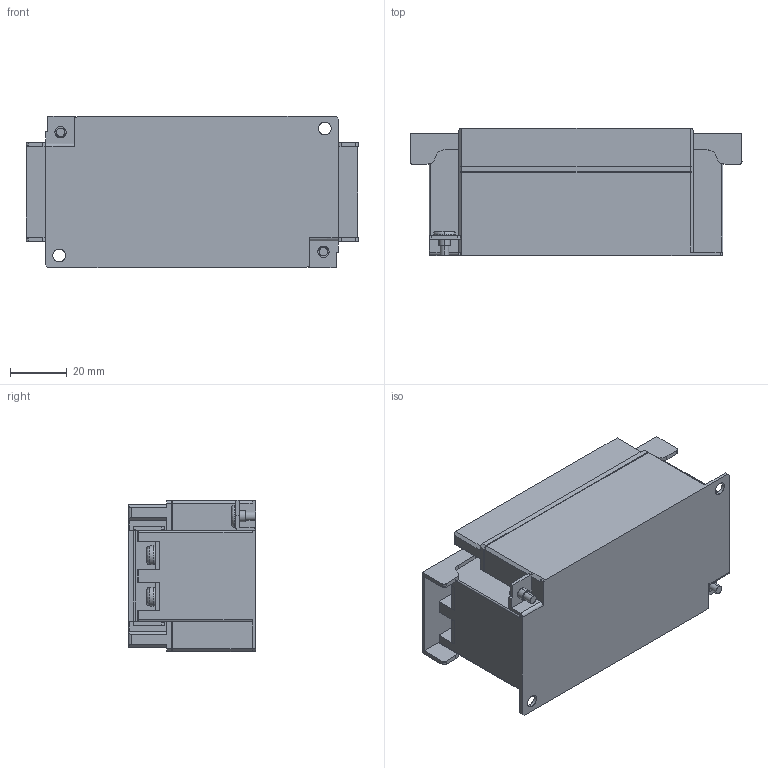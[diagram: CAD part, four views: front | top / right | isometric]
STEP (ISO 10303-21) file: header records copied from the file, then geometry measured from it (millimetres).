
FILE_DESCRIPTION (( 'STEP AP214' ), '1' );
FILE_NAME ('TB1-10A0D0.STEP', '2023-08-24T19:19:38', ( '' ), ( '' ), 'SwSTEP 2.0', 'SolidWorks 2021', '' );
FILE_SCHEMA (( 'AUTOMOTIVE_DESIGN' ));
Length unit declared in the file: millimetre
Products named in the file (1): TB1-10A0D0
Bounding box: 117.5 x 45 x 53.5 mm (x, y, z)
Volume: 207863.3 mm3; surface area: 39686.2 mm2
Topology: 12 solids, 12 shells, 635 faces, 1696 edges, 1111 vertices
Faces by surface type: plane 463, cylinder 113, bspline 51, torus 8
Entity records: 23632 total; most frequent: CARTESIAN_POINT 8213, ORIENTED_EDGE 3392, DIRECTION 2752, EDGE_CURVE 1696, LINE 1306, VECTOR 1306, VERTEX_POINT 1111, AXIS2_PLACEMENT_3D 723
